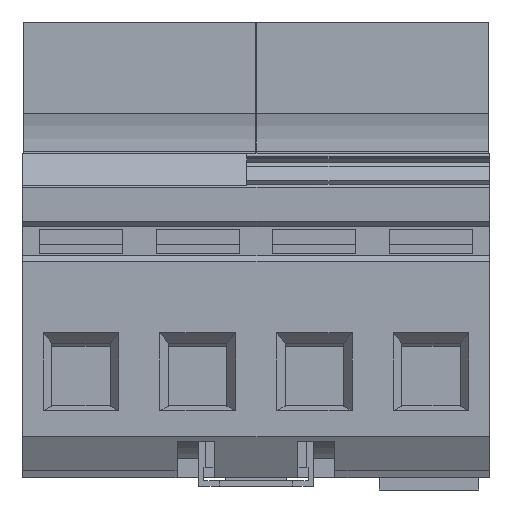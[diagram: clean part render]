
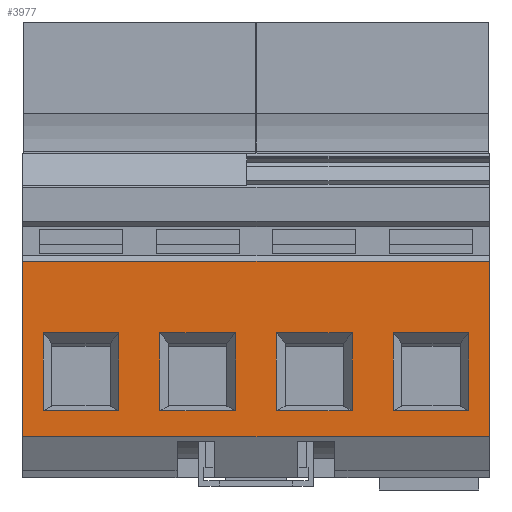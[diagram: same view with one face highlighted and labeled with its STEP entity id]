
A CAD part, front view. The second image highlights one B-rep face of the part: STEP entity #3977.
In plain terms, the highlighted planar face has unit normal (0, -1, 0).
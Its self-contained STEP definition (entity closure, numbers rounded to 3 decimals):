
#3977=ADVANCED_FACE('',(#5693,#5694,#5695,#5696,#5697),#4648,.T.);
#4648=PLANE('',#15922);
#5693=FACE_BOUND('',#5763,.T.);
#5694=FACE_BOUND('',#5764,.T.);
#5695=FACE_BOUND('',#5765,.T.);
#5696=FACE_BOUND('',#5766,.T.);
#5697=FACE_BOUND('',#5767,.T.);
#5763=EDGE_LOOP('',(#6675,#6676,#6677,#6678));
#5764=EDGE_LOOP('',(#6679,#6680,#6681,#6682));
#5765=EDGE_LOOP('',(#6683,#6684,#6685,#6686));
#5766=EDGE_LOOP('',(#6687,#6688,#6689,#6690));
#5767=EDGE_LOOP('',(#6691,#6692,#6693,#6694));
#6675=ORIENTED_EDGE('',*,*,#11586,.F.);
#6676=ORIENTED_EDGE('',*,*,#11587,.T.);
#6677=ORIENTED_EDGE('',*,*,#11588,.F.);
#6678=ORIENTED_EDGE('',*,*,#11589,.T.);
#6679=ORIENTED_EDGE('',*,*,#11590,.F.);
#6680=ORIENTED_EDGE('',*,*,#11591,.F.);
#6681=ORIENTED_EDGE('',*,*,#11592,.F.);
#6682=ORIENTED_EDGE('',*,*,#11593,.F.);
#6683=ORIENTED_EDGE('',*,*,#11594,.T.);
#6684=ORIENTED_EDGE('',*,*,#11595,.T.);
#6685=ORIENTED_EDGE('',*,*,#11596,.T.);
#6686=ORIENTED_EDGE('',*,*,#11597,.F.);
#6687=ORIENTED_EDGE('',*,*,#11598,.F.);
#6688=ORIENTED_EDGE('',*,*,#11599,.F.);
#6689=ORIENTED_EDGE('',*,*,#11600,.F.);
#6690=ORIENTED_EDGE('',*,*,#11601,.F.);
#6691=ORIENTED_EDGE('',*,*,#11602,.F.);
#6692=ORIENTED_EDGE('',*,*,#11603,.F.);
#6693=ORIENTED_EDGE('',*,*,#11604,.F.);
#6694=ORIENTED_EDGE('',*,*,#11605,.F.);
#10363=VERTEX_POINT('',#20802);
#10364=VERTEX_POINT('',#20803);
#10365=VERTEX_POINT('',#20805);
#10366=VERTEX_POINT('',#20807);
#10367=VERTEX_POINT('',#20810);
#10368=VERTEX_POINT('',#20811);
#10369=VERTEX_POINT('',#20813);
#10370=VERTEX_POINT('',#20815);
#10371=VERTEX_POINT('',#20818);
#10372=VERTEX_POINT('',#20819);
#10373=VERTEX_POINT('',#20821);
#10374=VERTEX_POINT('',#20823);
#10375=VERTEX_POINT('',#20826);
#10376=VERTEX_POINT('',#20827);
#10377=VERTEX_POINT('',#20829);
#10378=VERTEX_POINT('',#20831);
#10379=VERTEX_POINT('',#20834);
#10380=VERTEX_POINT('',#20835);
#10381=VERTEX_POINT('',#20837);
#10382=VERTEX_POINT('',#20839);
#11586=EDGE_CURVE('',#10363,#10364,#13239,.T.);
#11587=EDGE_CURVE('',#10363,#10365,#13240,.T.);
#11588=EDGE_CURVE('',#10366,#10365,#13241,.T.);
#11589=EDGE_CURVE('',#10366,#10364,#13242,.T.);
#11590=EDGE_CURVE('',#10367,#10368,#13243,.T.);
#11591=EDGE_CURVE('',#10369,#10367,#13244,.T.);
#11592=EDGE_CURVE('',#10370,#10369,#13245,.T.);
#11593=EDGE_CURVE('',#10368,#10370,#13246,.T.);
#11594=EDGE_CURVE('',#10371,#10372,#13247,.T.);
#11595=EDGE_CURVE('',#10372,#10373,#13248,.T.);
#11596=EDGE_CURVE('',#10373,#10374,#13249,.T.);
#11597=EDGE_CURVE('',#10371,#10374,#13250,.T.);
#11598=EDGE_CURVE('',#10375,#10376,#13251,.T.);
#11599=EDGE_CURVE('',#10377,#10375,#13252,.T.);
#11600=EDGE_CURVE('',#10378,#10377,#13253,.T.);
#11601=EDGE_CURVE('',#10376,#10378,#13254,.T.);
#11602=EDGE_CURVE('',#10379,#10380,#13255,.T.);
#11603=EDGE_CURVE('',#10381,#10379,#13256,.T.);
#11604=EDGE_CURVE('',#10382,#10381,#13257,.T.);
#11605=EDGE_CURVE('',#10380,#10382,#13258,.T.);
#13239=LINE('',#20801,#14574);
#13240=LINE('',#20804,#14575);
#13241=LINE('',#20806,#14576);
#13242=LINE('',#20808,#14577);
#13243=LINE('',#20809,#14578);
#13244=LINE('',#20812,#14579);
#13245=LINE('',#20814,#14580);
#13246=LINE('',#20816,#14581);
#13247=LINE('',#20817,#14582);
#13248=LINE('',#20820,#14583);
#13249=LINE('',#20822,#14584);
#13250=LINE('',#20824,#14585);
#13251=LINE('',#20825,#14586);
#13252=LINE('',#20828,#14587);
#13253=LINE('',#20830,#14588);
#13254=LINE('',#20832,#14589);
#13255=LINE('',#20833,#14590);
#13256=LINE('',#20836,#14591);
#13257=LINE('',#20838,#14592);
#13258=LINE('',#20840,#14593);
#14574=VECTOR('',#16738,1.);
#14575=VECTOR('',#16739,1.);
#14576=VECTOR('',#16740,1.);
#14577=VECTOR('',#16741,1.);
#14578=VECTOR('',#16742,1.);
#14579=VECTOR('',#16743,1.);
#14580=VECTOR('',#16744,1.);
#14581=VECTOR('',#16745,1.);
#14582=VECTOR('',#16746,1.);
#14583=VECTOR('',#16747,1.);
#14584=VECTOR('',#16748,1.);
#14585=VECTOR('',#16749,1.);
#14586=VECTOR('',#16750,1.);
#14587=VECTOR('',#16751,1.);
#14588=VECTOR('',#16752,1.);
#14589=VECTOR('',#16753,1.);
#14590=VECTOR('',#16754,1.);
#14591=VECTOR('',#16755,1.);
#14592=VECTOR('',#16756,1.);
#14593=VECTOR('',#16757,1.);
#15922=AXIS2_PLACEMENT_3D('',#20841,#16758,#16759);
#16738=DIRECTION('',(0.,0.,-1.));
#16739=DIRECTION('',(-1.,0.,0.));
#16740=DIRECTION('',(0.,0.,1.));
#16741=DIRECTION('',(1.,0.,0.));
#16742=DIRECTION('',(0.,0.,-1.));
#16743=DIRECTION('',(-1.,0.,0.));
#16744=DIRECTION('',(0.,0.,1.));
#16745=DIRECTION('',(1.,0.,0.));
#16746=DIRECTION('',(0.,0.,1.));
#16747=DIRECTION('',(1.,0.,0.));
#16748=DIRECTION('',(0.,0.,-1.));
#16749=DIRECTION('',(1.,0.,0.));
#16750=DIRECTION('',(0.,0.,-1.));
#16751=DIRECTION('',(-1.,0.,0.));
#16752=DIRECTION('',(0.,0.,1.));
#16753=DIRECTION('',(1.,0.,0.));
#16754=DIRECTION('',(0.,0.,-1.));
#16755=DIRECTION('',(-1.,0.,0.));
#16756=DIRECTION('',(0.,0.,1.));
#16757=DIRECTION('',(1.,0.,0.));
#16758=DIRECTION('',(0.,-1.,0.));
#16759=DIRECTION('',(1.,0.,0.));
#20801=CARTESIAN_POINT('',(71.2,0.4,-162.968));
#20802=CARTESIAN_POINT('',(71.2,0.4,34.9));
#20803=CARTESIAN_POINT('',(71.2,0.4,8.15));
#20804=CARTESIAN_POINT('',(141.8,0.4,34.9));
#20805=CARTESIAN_POINT('',(0.,0.4,34.9));
#20806=CARTESIAN_POINT('',(0.,0.4,7.4));
#20807=CARTESIAN_POINT('',(0.,0.4,8.15));
#20808=CARTESIAN_POINT('',(141.8,0.4,8.15));
#20809=CARTESIAN_POINT('',(20.905,0.4,7.4));
#20810=CARTESIAN_POINT('',(20.905,0.4,24.));
#20811=CARTESIAN_POINT('',(20.905,0.4,12.113));
#20812=CARTESIAN_POINT('',(141.8,0.4,24.));
#20813=CARTESIAN_POINT('',(32.49,0.4,24.));
#20814=CARTESIAN_POINT('',(32.49,0.4,7.4));
#20815=CARTESIAN_POINT('',(32.49,0.4,12.113));
#20816=CARTESIAN_POINT('',(141.8,0.4,12.113));
#20817=CARTESIAN_POINT('',(3.105,0.4,7.4));
#20818=CARTESIAN_POINT('',(3.105,0.4,12.113));
#20819=CARTESIAN_POINT('',(3.105,0.4,24.));
#20820=CARTESIAN_POINT('',(141.8,0.4,24.));
#20821=CARTESIAN_POINT('',(14.69,0.4,24.));
#20822=CARTESIAN_POINT('',(14.69,0.4,7.4));
#20823=CARTESIAN_POINT('',(14.69,0.4,12.113));
#20824=CARTESIAN_POINT('',(141.8,0.4,12.113));
#20825=CARTESIAN_POINT('',(56.505,0.4,7.4));
#20826=CARTESIAN_POINT('',(56.505,0.4,24.));
#20827=CARTESIAN_POINT('',(56.505,0.4,12.113));
#20828=CARTESIAN_POINT('',(141.8,0.4,24.));
#20829=CARTESIAN_POINT('',(68.09,0.4,24.));
#20830=CARTESIAN_POINT('',(68.09,0.4,7.4));
#20831=CARTESIAN_POINT('',(68.09,0.4,12.113));
#20832=CARTESIAN_POINT('',(141.8,0.4,12.113));
#20833=CARTESIAN_POINT('',(38.705,0.4,7.4));
#20834=CARTESIAN_POINT('',(38.705,0.4,24.));
#20835=CARTESIAN_POINT('',(38.705,0.4,12.113));
#20836=CARTESIAN_POINT('',(141.8,0.4,24.));
#20837=CARTESIAN_POINT('',(50.29,0.4,24.));
#20838=CARTESIAN_POINT('',(50.29,0.4,7.4));
#20839=CARTESIAN_POINT('',(50.29,0.4,12.113));
#20840=CARTESIAN_POINT('',(141.8,0.4,12.113));
#20841=CARTESIAN_POINT('',(124.6,0.4,21.525));
